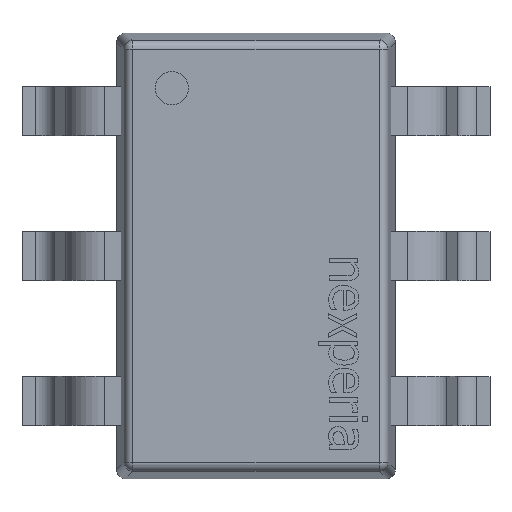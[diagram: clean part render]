
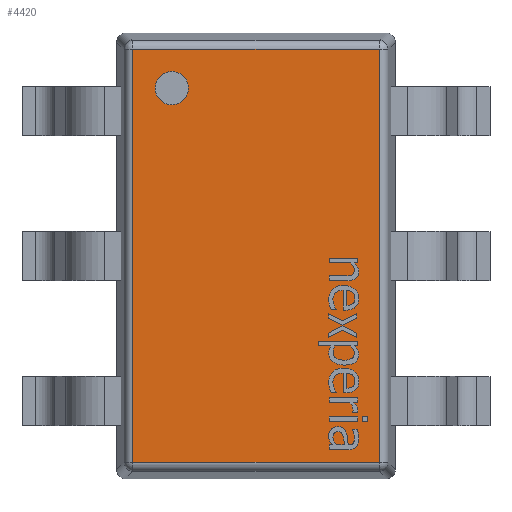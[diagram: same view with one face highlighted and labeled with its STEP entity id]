
A CAD part, top view. The second image highlights one B-rep face of the part: STEP entity #4420.
In plain terms, the highlighted planar face has unit normal (0, 0, 1).
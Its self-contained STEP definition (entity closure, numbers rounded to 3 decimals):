
#221=FACE_BOUND('',#1661,.T.);
#242=PLANE('',#4780);
#406=LINE('',#6100,#867);
#430=LINE('',#6190,#891);
#432=LINE('',#6193,#893);
#434=LINE('',#6196,#895);
#867=VECTOR('',#5044,10.);
#891=VECTOR('',#5148,10.);
#893=VECTOR('',#5152,10.);
#895=VECTOR('',#5156,10.);
#1397=FACE_OUTER_BOUND('',#1660,.T.);
#1660=EDGE_LOOP('',(#3177,#3178,#3179,#3180));
#1661=EDGE_LOOP('',(#3181));
#1934=CIRCLE('',#4781,0.075);
#1984=VERTEX_POINT('',#6085);
#1987=VERTEX_POINT('',#6092);
#1990=VERTEX_POINT('',#6102);
#1994=VERTEX_POINT('',#6110);
#2016=VERTEX_POINT('',#6210);
#2419=EDGE_CURVE('',#1987,#1984,#406,.T.);
#2465=EDGE_CURVE('',#1990,#1994,#430,.T.);
#2467=EDGE_CURVE('',#1994,#1987,#432,.T.);
#2469=EDGE_CURVE('',#1984,#1990,#434,.T.);
#2476=EDGE_CURVE('',#2016,#2016,#1934,.T.);
#3177=ORIENTED_EDGE('',*,*,#2465,.F.);
#3178=ORIENTED_EDGE('',*,*,#2469,.F.);
#3179=ORIENTED_EDGE('',*,*,#2419,.F.);
#3180=ORIENTED_EDGE('',*,*,#2467,.F.);
#3181=ORIENTED_EDGE('',*,*,#2476,.T.);
#4420=ADVANCED_FACE('',(#1397,#221),#242,.T.);
#4780=AXIS2_PLACEMENT_3D('',#6209,#5175,#5176);
#4781=AXIS2_PLACEMENT_3D('',#6211,#5177,#5178);
#5044=DIRECTION('',(0.,-1.,0.));
#5148=DIRECTION('',(0.,1.,0.));
#5152=DIRECTION('',(1.,0.,0.));
#5156=DIRECTION('',(-1.,0.,0.));
#5175=DIRECTION('center_axis',(0.,0.,1.));
#5176=DIRECTION('ref_axis',(1.,0.,0.));
#5177=DIRECTION('center_axis',(0.,0.,-1.));
#5178=DIRECTION('ref_axis',(-1.,0.,0.));
#6085=CARTESIAN_POINT('',(0.552,-0.927,1.1));
#6092=CARTESIAN_POINT('',(0.552,0.927,1.1));
#6100=CARTESIAN_POINT('',(0.552,0.,1.1));
#6102=CARTESIAN_POINT('',(-0.552,-0.927,1.1));
#6110=CARTESIAN_POINT('',(-0.552,0.927,1.1));
#6190=CARTESIAN_POINT('',(-0.552,0.,1.1));
#6193=CARTESIAN_POINT('',(-0.469,0.927,1.1));
#6196=CARTESIAN_POINT('',(-0.469,-0.927,1.1));
#6209=CARTESIAN_POINT('Origin',(-0.625,0.,1.1));
#6210=CARTESIAN_POINT('',(-0.303,0.753,1.1));
#6211=CARTESIAN_POINT('Origin',(-0.378,0.753,1.1));
